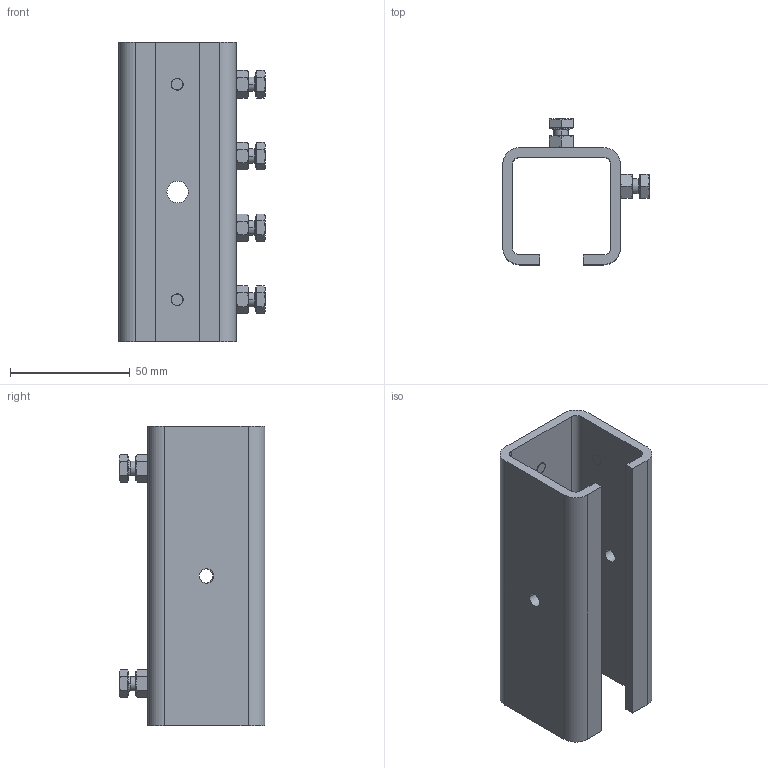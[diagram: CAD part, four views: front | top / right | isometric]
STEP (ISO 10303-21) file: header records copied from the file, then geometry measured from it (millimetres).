
FILE_DESCRIPTION (( 'STEP AP214' ), '1' );
FILE_NAME ('0020627.step', '2022-08-30T12:41:19', ( '' ), ( '' ), 'SwSTEP 2.0', 'SolidWorks 2020', '' );
FILE_SCHEMA (( 'AUTOMOTIVE_DESIGN' ));
Length unit declared in the file: inch
Products named in the file (1): 0020627
Bounding box: 61.1 x 60.8 x 125 mm (x, y, z)
Volume: 81124.7 mm3; surface area: 43557.6 mm2
Topology: 1 solids, 1 shells, 361 faces, 879 edges, 556 vertices
Faces by surface type: plane 194, cone 105, cylinder 50, bspline 12
Entity records: 11558 total; most frequent: CARTESIAN_POINT 3287, ORIENTED_EDGE 1758, DIRECTION 1612, EDGE_CURVE 879, AXIS2_PLACEMENT_3D 585, VERTEX_POINT 556, VECTOR 442, LINE 442
